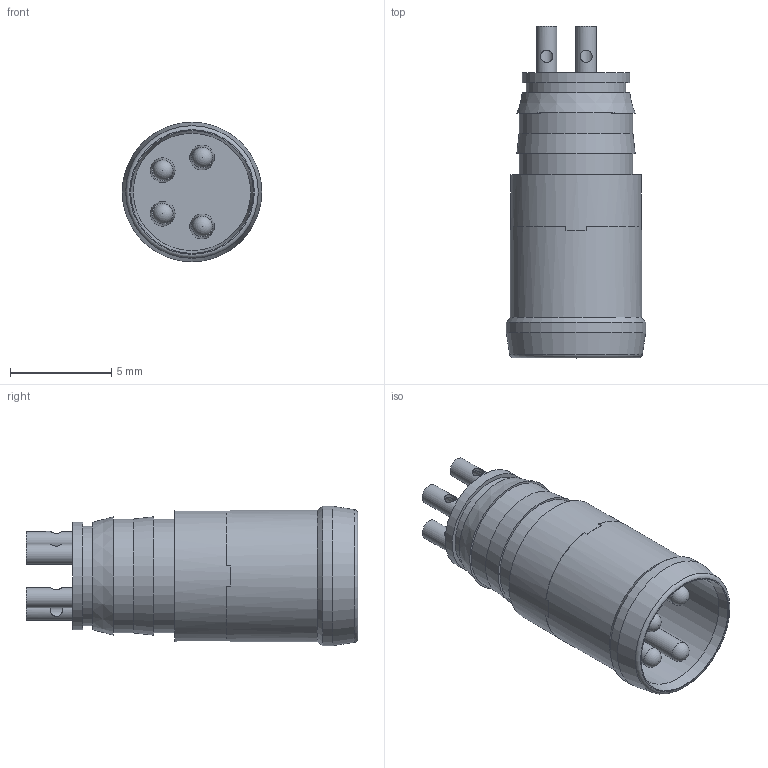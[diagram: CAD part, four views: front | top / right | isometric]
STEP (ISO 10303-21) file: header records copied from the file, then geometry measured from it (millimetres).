
FILE_DESCRIPTION(/* description */ (''),/* implementation_level */ '2;1');
FILE_NAME(/* name */ 'ESHP4L.stp',/* time_stamp */ '2017-08-08T13:28:25+02:00',/* author */ (''),/* organization */ (''),/* preprocessor_version */ 'ST-DEVELOPER v16',/* originating_system */ 'SIEMENS PLM Software NX 10.0',/* authorisation */ '');
FILE_SCHEMA (('AUTOMOTIVE_DESIGN { 1 0 10303 214 3 1 1 1 }'));
Length unit declared in the file: millimetre
Products named in the file (1): ESHP4L
Bounding box: 6.9 x 16.4 x 6.9 mm (x, y, z)
Volume: 312.3 mm3; surface area: 538.6 mm2
Topology: 1 solids, 1 shells, 78 faces, 176 edges, 114 vertices
Faces by surface type: plane 32, cylinder 24, cone 17, sphere 4, torus 1
Full cylindrical faces by diameter (mm): 0.6 x4, 0.7 x4, 1 x8, 4.9 x1, 5.3 x1, 5.625 x2, 5.8 x1, 6.475 x1, 6.5 x1, 6.9 x1
Entity records: 2356 total; most frequent: CARTESIAN_POINT 807, DIRECTION 334, ORIENTED_EDGE 224, AXIS2_PLACEMENT_3D 151, EDGE_LOOP 146, FACE_BOUND 130, EDGE_CURVE 112, VERTEX_POINT 100
